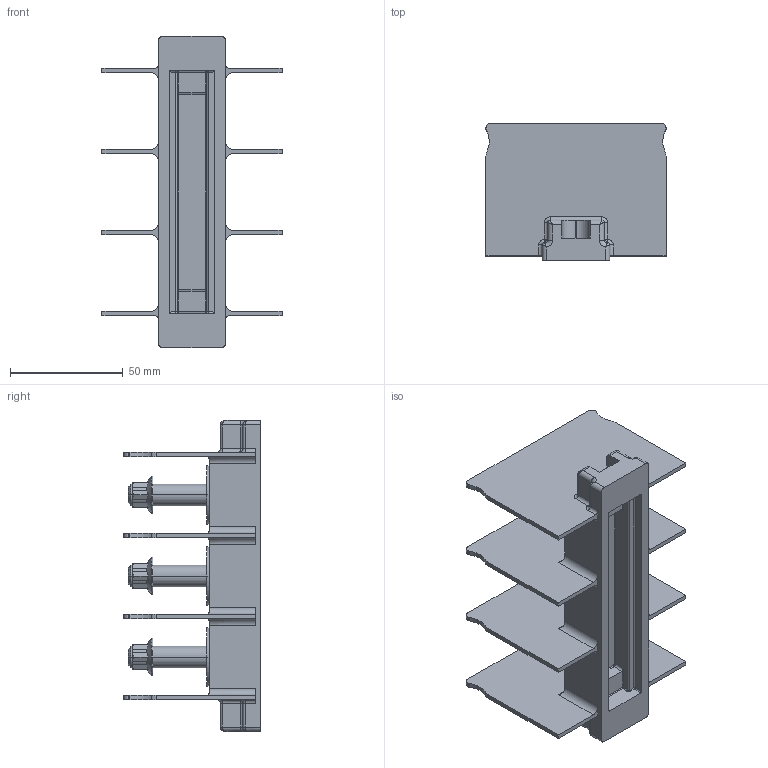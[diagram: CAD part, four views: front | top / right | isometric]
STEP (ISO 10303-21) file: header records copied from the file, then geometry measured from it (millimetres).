
FILE_DESCRIPTION((''),'2;1');
FILE_NAME('32428031001','2019-10-24T',('presta_be4'),(''),'CREO PARAMETRIC BY PTC INC, 2018360','CREO PARAMETRIC BY PTC INC, 2018360','');
FILE_SCHEMA(('CONFIG_CONTROL_DESIGN'));
Length unit declared in the file: millimetre
Products named in the file (1): 32428031001
Bounding box: 80 x 60.8 x 138.2 mm (x, y, z)
Volume: 109847 mm3; surface area: 56368.2 mm2
Topology: 1 solids, 1 shells, 423 faces, 1090 edges, 682 vertices
Faces by surface type: cylinder 166, plane 165, bspline 40, cone 34, torus 18
Entity records: 15354 total; most frequent: CARTESIAN_POINT 5500, ORIENTED_EDGE 2172, DIRECTION 1893, EDGE_CURVE 1086, AXIS2_PLACEMENT_3D 690, VERTEX_POINT 682, VECTOR 513, LINE 513
